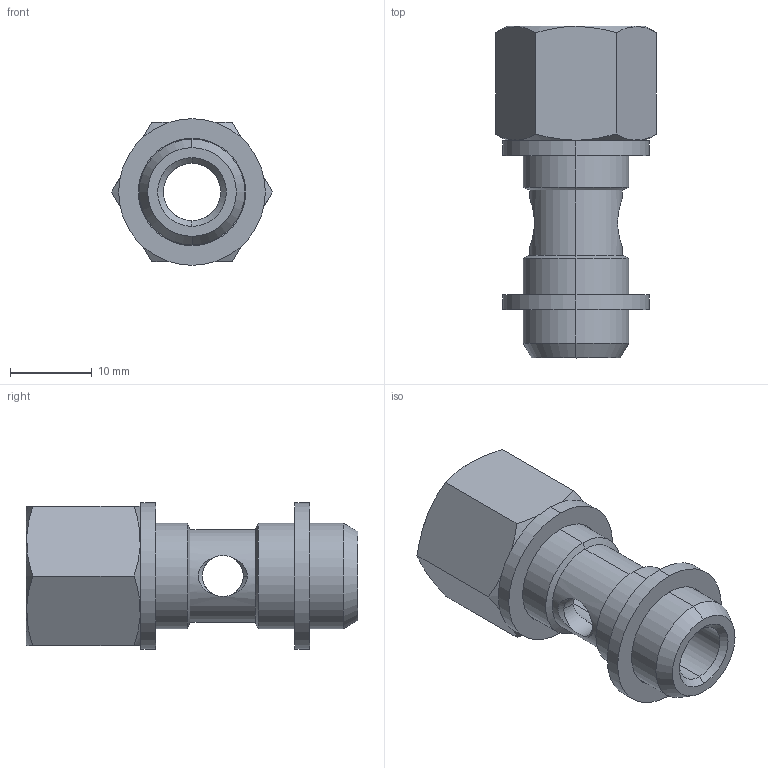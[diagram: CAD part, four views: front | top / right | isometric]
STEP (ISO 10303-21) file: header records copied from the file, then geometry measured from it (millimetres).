
FILE_DESCRIPTION (( 'STEP AP203' ), '1' );
FILE_NAME ('A0230002.STEP', '2009-12-04T13:17:37', ( 'Gabriele' ), ( 'C.Matic srl' ), 'SwSTEP 2.0', 'SolidWorks 2009', '' );
FILE_SCHEMA (( 'CONFIG_CONTROL_DESIGN' ));
Length unit declared in the file: millimetre
Products named in the file (3): 001-A108; A0230002; 003-0047
Assembly tree (3 placements, depth 2):
  A0230002
    003-0047  x2
    001-A108
Bounding box: 19.63 x 40.5 x 17.9 mm (x, y, z)
Volume: 4576.7 mm3; surface area: 4083.6 mm2
Topology: 3 solids, 3 shells, 57 faces, 130 edges, 80 vertices
Faces by surface type: cylinder 22, cone 22, plane 13
Entity records: 2133 total; most frequent: CARTESIAN_POINT 649, DIRECTION 248, ORIENTED_EDGE 236, EDGE_CURVE 118, AXIS2_PLACEMENT_3D 103, VERTEX_POINT 72, EDGE_LOOP 60, ADVANCED_FACE 51
